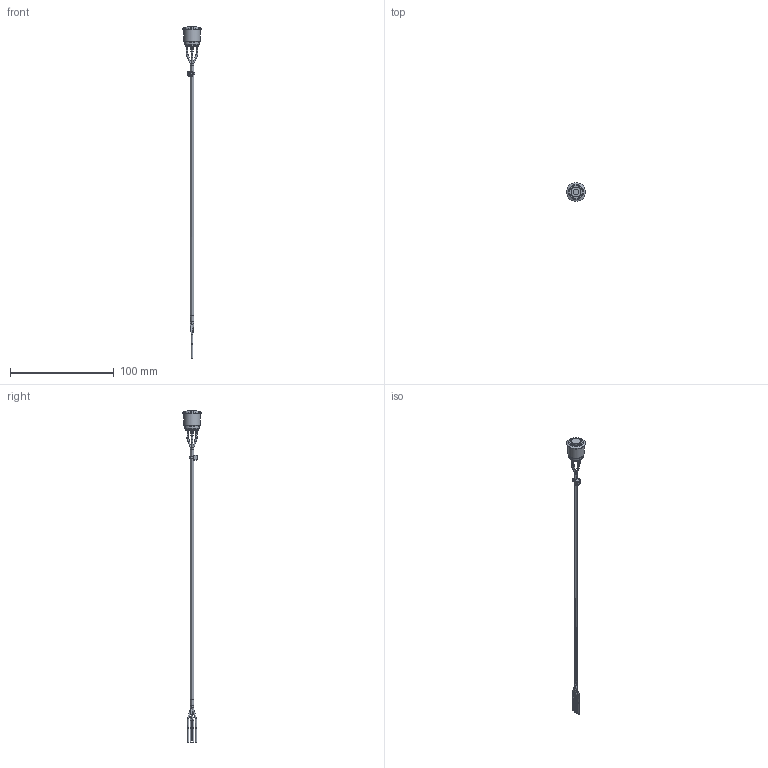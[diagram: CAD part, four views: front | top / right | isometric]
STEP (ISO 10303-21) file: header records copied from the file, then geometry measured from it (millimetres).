
FILE_DESCRIPTION(/* description */ (''),/* implementation_level */ '2;1');
FILE_NAME(/* name */ 'PV6HW40xx-3x1.stp',/* time_stamp */ '2022-06-16T11:25:05-05:00',/* author */ ('mwilliams'),/* organization */ (''),/* preprocessor_version */ 'ST-DEVELOPER v18',/* originating_system */ 'Autodesk Inventor 2020',/* authorisation */ '');
FILE_SCHEMA (('AUTOMOTIVE_DESIGN { 1 0 10303 214 3 1 1 }'));
Length unit declared in the file: millimetre
Products named in the file (1): PV6HW40xx-3x1
Bounding box: 18 x 18 x 319.4 mm (x, y, z)
Volume: 4378.6 mm3; surface area: 7531.1 mm2
Topology: 2 solids, 4 shells, 371 faces, 905 edges, 570 vertices
Faces by surface type: plane 150, cylinder 142, torus 24, sphere 24, bspline 20, cone 11
Full cylindrical faces by diameter (mm): 0.9 x4, 1.257 x1, 1.27 x30, 1.6 x9, 5.2 x1, 7.2 x1, 7.3 x1, 8.1 x1, 8.4 x1, 9.2 x3, 11.9 x1, 12 x1, 14.3 x1, 14.8 x1, 15.9 x1, 18 x1
Entity records: 11864 total; most frequent: CARTESIAN_POINT 2833, DIRECTION 1997, ORIENTED_EDGE 1810, EDGE_CURVE 905, AXIS2_PLACEMENT_3D 779, VERTEX_POINT 570, LINE 439, VECTOR 439
